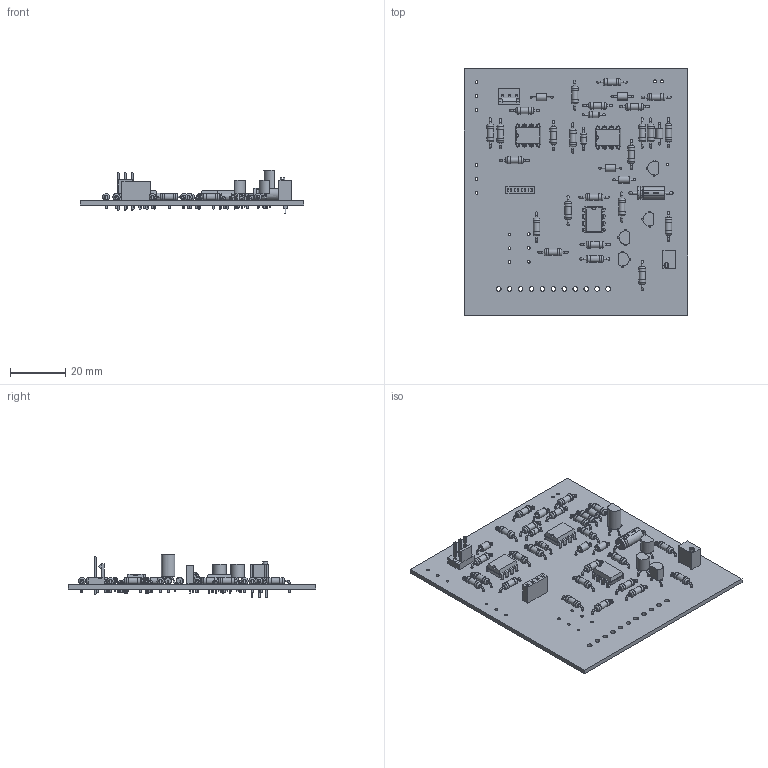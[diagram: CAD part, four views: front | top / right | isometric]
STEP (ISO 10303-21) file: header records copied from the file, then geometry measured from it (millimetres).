
FILE_DESCRIPTION(('KiCad electronic assembly'),'2;1');
FILE_NAME('vib+retrig+vca.step','2023-05-03T12:15:08',('An Author'),( 'A Company'),'Open CASCADE STEP processor 6.9', 'KiCad to STEP converter','Unknown');
FILE_SCHEMA(('AUTOMOTIVE_DESIGN { 1 0 10303 214 1 1 1 1 }'));
Length unit declared in the file: millimetre
Products named in the file (22): Open CASCADE STEP translator 6.9 1; C_Axial_L3.8mm_D2.6mm_P7.50mm_Horizontal; SOLID; CP_Axial_L10.0mm_D4.5mm_P15.00mm_Horizontal; D_DO-35_SOD27_P7.62mm_Horizontal; COMPOUND; TO-92L_Wide; TO-92_Wide; R_Axial_DIN0207_L6.3mm_D2.5mm_P10.16mm_Horizontal; Potentiometer_Bourns_3266Y_Vertical; FanPinHeader_1x03_P2.54mm_Vertical; PinSocket_1x04_P2.54mm_Vertical; DIP-8_W7.62mm
Assembly tree (53 placements, depth 3):
  Open CASCADE STEP translator 6.9 1
    C_Axial_L3.8mm_D2.6mm_P7.50mm_Horizontal  x5
      SOLID
    CP_Axial_L10.0mm_D4.5mm_P15.00mm_Horizontal
      SOLID
    D_DO-35_SOD27_P7.62mm_Horizontal  x2
      COMPOUND
    TO-92L_Wide
      SOLID
    TO-92_Wide  x3
      SOLID
    R_Axial_DIN0207_L6.3mm_D2.5mm_P10.16mm_Horizontal  x24
      SOLID
    Potentiometer_Bourns_3266Y_Vertical
      SOLID
    FanPinHeader_1x03_P2.54mm_Vertical
      SOLID
    PinSocket_1x04_P2.54mm_Vertical
      SOLID
    DIP-8_W7.62mm  x3
      SOLID
    COMPOUND
Bounding box: 80.9 x 89.41 x 15.88 mm (x, y, z)
Volume: 13857.1 mm3; surface area: 20194.7 mm2
Topology: 45 solids, 46 shells, 1517 faces, 3455 edges, 2186 vertices
Faces by surface type: plane 893, cylinder 438, torus 106, bspline 64, revolution 16
Full cylindrical faces by diameter (mm): 0.46 x3, 0.5 x26, 0.6 x96, 0.7 x5, 0.8 x102, 1 x18, 1.02 x3, 1.09 x2, 1.125 x2, 1.7 x11, 1.78 x1, 2 x4, 2.02 x2, 2.25 x24, 2.34 x10, 2.5 x48, 2.6 x5
Entity records: 51556 total; most frequent: CARTESIAN_POINT 10431, DIRECTION 6992, LINE 4282, VECTOR 4282, ORIENTED_EDGE 3536, PCURVE 3536, DEFINITIONAL_REPRESENTATION 3536, EDGE_CURVE 1768
